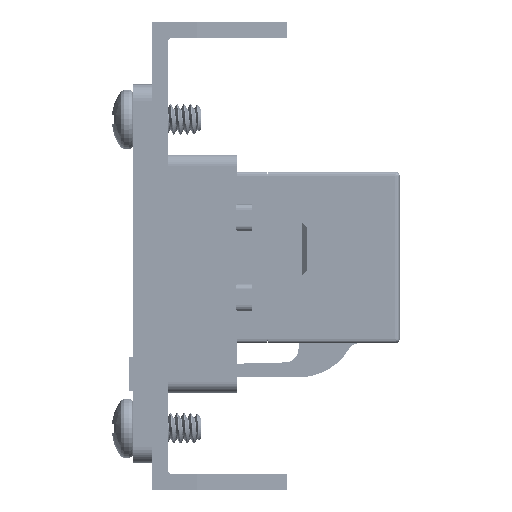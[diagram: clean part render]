
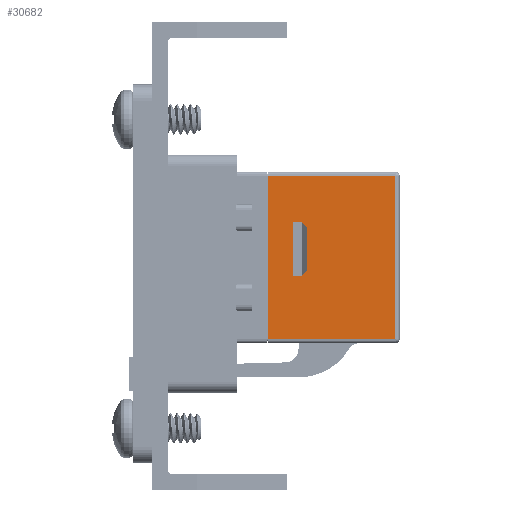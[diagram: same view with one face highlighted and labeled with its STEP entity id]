
A CAD part, left-side view. The second image highlights one B-rep face of the part: STEP entity #30682.
In plain terms, the highlighted planar face has unit normal (-1, 0, 0).
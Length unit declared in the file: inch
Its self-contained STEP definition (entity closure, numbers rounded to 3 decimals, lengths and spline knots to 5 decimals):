
#120 = CARTESIAN_POINT ( 'NONE',  ( -0.2874, 0.06693, -0.09843 ) ) ;
#232 = DIRECTION ( 'NONE',  ( 0., 1., 0. ) ) ;
#261 = VERTEX_POINT ( 'NONE', #21402 ) ;
#653 = LINE ( 'NONE', #37209, #10623 ) ;
#916 = ORIENTED_EDGE ( 'NONE', *, *, #36381, .T. ) ;
#2789 = ORIENTED_EDGE ( 'NONE', *, *, #40461, .T. ) ;
#2837 = DIRECTION ( 'NONE',  ( 0., 0.707, 0.707 ) ) ;
#3464 = LINE ( 'NONE', #24663, #46303 ) ;
#3830 = EDGE_LOOP ( 'NONE', ( #21171, #24229, #11676, #8091, #24339, #39980 ) ) ;
#3866 = EDGE_CURVE ( 'NONE', #39723, #5330, #18130, .T. ) ;
#3919 = DIRECTION ( 'NONE',  ( 0., 0., -1. ) ) ;
#4403 = CARTESIAN_POINT ( 'NONE',  ( -0.2874, -0.30118, -0.47638 ) ) ;
#4961 = LINE ( 'NONE', #54880, #16365 ) ;
#5081 = CARTESIAN_POINT ( 'NONE',  ( -0.2874, -0.31693, -0.47638 ) ) ;
#5330 = VERTEX_POINT ( 'NONE', #7739 ) ;
#7429 = DIRECTION ( 'NONE',  ( 0., -1., 0. ) ) ;
#7739 = CARTESIAN_POINT ( 'NONE',  ( -0.2874, 0.06693, -0.09843 ) ) ;
#7813 = VERTEX_POINT ( 'NONE', #41939 ) ;
#8067 = LINE ( 'NONE', #21177, #18142 ) ;
#8091 = ORIENTED_EDGE ( 'NONE', *, *, #8798, .T. ) ;
#8139 = VERTEX_POINT ( 'NONE', #54293 ) ;
#8798 = EDGE_CURVE ( 'NONE', #8139, #7813, #8067, .T. ) ;
#9088 = LINE ( 'NONE', #5081, #30560 ) ;
#9358 = DIRECTION ( 'NONE',  ( 0., -1., 0. ) ) ;
#10623 = VECTOR ( 'NONE', #7429, 39.37008 ) ;
#11169 = VECTOR ( 'NONE', #49565, 39.37008 ) ;
#11676 = ORIENTED_EDGE ( 'NONE', *, *, #32036, .T. ) ;
#14109 = LINE ( 'NONE', #28529, #35568 ) ;
#14265 = CARTESIAN_POINT ( 'NONE',  ( -0.2874, 0.30118, -0.47638 ) ) ;
#16058 = LINE ( 'NONE', #16439, #50137 ) ;
#16365 = VECTOR ( 'NONE', #46370, 39.37008 ) ;
#16439 = CARTESIAN_POINT ( 'NONE',  ( -0.2874, 0.30118, 0.49213 ) ) ;
#16652 = PLANE ( 'NONE',  #32090 ) ;
#17585 = EDGE_CURVE ( 'NONE', #5330, #47652, #3464, .T. ) ;
#17706 = CARTESIAN_POINT ( 'NONE',  ( -0.2874, 0.04724, -0.14961 ) ) ;
#18130 = LINE ( 'NONE', #120, #29518 ) ;
#18142 = VECTOR ( 'NONE', #25837, 39.37008 ) ;
#18362 = EDGE_CURVE ( 'NONE', #32750, #39723, #14109, .T. ) ;
#19276 = FACE_BOUND ( 'NONE', #3830, .T. ) ;
#20594 = FACE_OUTER_BOUND ( 'NONE', #36528, .T. ) ;
#20984 = CARTESIAN_POINT ( 'NONE',  ( -0.2874, -0.31693, 0.49213 ) ) ;
#21171 = ORIENTED_EDGE ( 'NONE', *, *, #3866, .T. ) ;
#21177 = CARTESIAN_POINT ( 'NONE',  ( -0.2874, -0.11024, -0.14961 ) ) ;
#21402 = CARTESIAN_POINT ( 'NONE',  ( -0.2874, 0.30118, -0.00394 ) ) ;
#23316 = LINE ( 'NONE', #47125, #46009 ) ;
#24032 = CARTESIAN_POINT ( 'NONE',  ( -0.2874, -0.30118, 0.49213 ) ) ;
#24113 = ORIENTED_EDGE ( 'NONE', *, *, #49922, .F. ) ;
#24229 = ORIENTED_EDGE ( 'NONE', *, *, #17585, .T. ) ;
#24339 = ORIENTED_EDGE ( 'NONE', *, *, #50810, .T. ) ;
#24663 = CARTESIAN_POINT ( 'NONE',  ( -0.2874, 0.06693, -0.09843 ) ) ;
#25837 = DIRECTION ( 'NONE',  ( 0., 0.707, -0.707 ) ) ;
#28529 = CARTESIAN_POINT ( 'NONE',  ( -0.2874, 0.06693, -0.12992 ) ) ;
#28685 = ORIENTED_EDGE ( 'NONE', *, *, #37311, .T. ) ;
#29518 = VECTOR ( 'NONE', #47016, 39.37008 ) ;
#29588 = DIRECTION ( 'NONE',  ( 1., 0., 0. ) ) ;
#30560 = VECTOR ( 'NONE', #9358, 39.37008 ) ;
#30682 = ADVANCED_FACE ( 'NONE', ( #19276, #20594 ), #16652, .F. ) ;
#32036 = EDGE_CURVE ( 'NONE', #47652, #8139, #4961, .T. ) ;
#32090 = AXIS2_PLACEMENT_3D ( 'NONE', #20984, #29588, #3919 ) ;
#32667 = LINE ( 'NONE', #24032, #11169 ) ;
#32750 = VERTEX_POINT ( 'NONE', #17706 ) ;
#35006 = VERTEX_POINT ( 'NONE', #4403 ) ;
#35568 = VECTOR ( 'NONE', #2837, 39.37008 ) ;
#36381 = EDGE_CURVE ( 'NONE', #35006, #45707, #32667, .T. ) ;
#36528 = EDGE_LOOP ( 'NONE', ( #24113, #2789, #28685, #916 ) ) ;
#37209 = CARTESIAN_POINT ( 'NONE',  ( -0.2874, -0.30118, -0.00394 ) ) ;
#37311 = EDGE_CURVE ( 'NONE', #39849, #35006, #9088, .T. ) ;
#39370 = CARTESIAN_POINT ( 'NONE',  ( -0.2874, -0.12992, -0.09843 ) ) ;
#39723 = VERTEX_POINT ( 'NONE', #47368 ) ;
#39849 = VERTEX_POINT ( 'NONE', #14265 ) ;
#39980 = ORIENTED_EDGE ( 'NONE', *, *, #18362, .T. ) ;
#40461 = EDGE_CURVE ( 'NONE', #261, #39849, #16058, .T. ) ;
#41939 = CARTESIAN_POINT ( 'NONE',  ( -0.2874, -0.11024, -0.14961 ) ) ;
#45707 = VERTEX_POINT ( 'NONE', #48160 ) ;
#45955 = DIRECTION ( 'NONE',  ( 0., -1., 0. ) ) ;
#46009 = VECTOR ( 'NONE', #232, 39.37008 ) ;
#46303 = VECTOR ( 'NONE', #45955, 39.37008 ) ;
#46370 = DIRECTION ( 'NONE',  ( 0., 0., -1. ) ) ;
#47016 = DIRECTION ( 'NONE',  ( 0., 0., 1. ) ) ;
#47125 = CARTESIAN_POINT ( 'NONE',  ( -0.2874, 0.04724, -0.14961 ) ) ;
#47368 = CARTESIAN_POINT ( 'NONE',  ( -0.2874, 0.06693, -0.12992 ) ) ;
#47652 = VERTEX_POINT ( 'NONE', #39370 ) ;
#48160 = CARTESIAN_POINT ( 'NONE',  ( -0.2874, -0.30118, -0.00394 ) ) ;
#49565 = DIRECTION ( 'NONE',  ( 0., 0., 1. ) ) ;
#49922 = EDGE_CURVE ( 'NONE', #261, #45707, #653, .T. ) ;
#50137 = VECTOR ( 'NONE', #50612, 39.37008 ) ;
#50612 = DIRECTION ( 'NONE',  ( 0., 0., -1. ) ) ;
#50810 = EDGE_CURVE ( 'NONE', #7813, #32750, #23316, .T. ) ;
#54293 = CARTESIAN_POINT ( 'NONE',  ( -0.2874, -0.12992, -0.12992 ) ) ;
#54880 = CARTESIAN_POINT ( 'NONE',  ( -0.2874, -0.12992, -0.12992 ) ) ;
